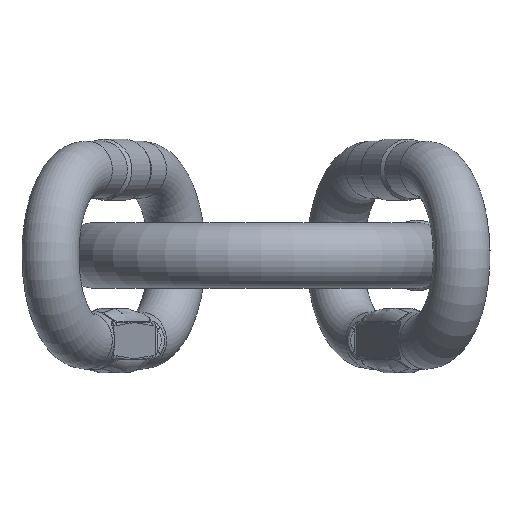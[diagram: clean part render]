
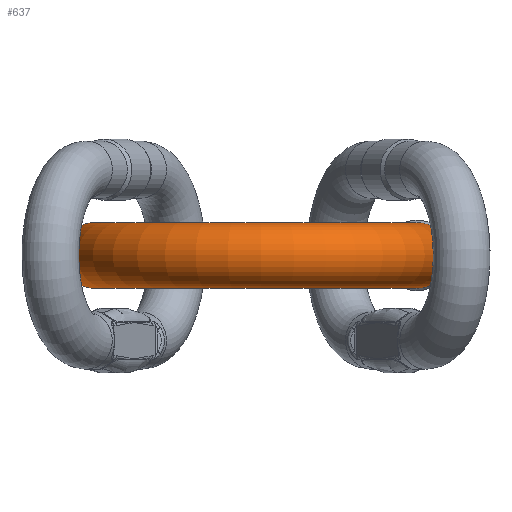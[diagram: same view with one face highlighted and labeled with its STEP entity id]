
A CAD part, front view. The second image highlights one B-rep face of the part: STEP entity #637.
In plain terms, the highlighted toroidal (fillet/blend) face has major radius 56.5 mm and minor radius 11.5 mm.
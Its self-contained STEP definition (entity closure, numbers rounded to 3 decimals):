
#533=TOROIDAL_SURFACE('',#5913,56.5,11.5);
#637=ADVANCED_FACE('',(#1706,#1707),#533,.T.);
#1123=CIRCLE('',#5904,11.5);
#1124=CIRCLE('',#5906,11.5);
#1706=FACE_BOUND('',#1802,.T.);
#1707=FACE_BOUND('',#1803,.T.);
#1802=EDGE_LOOP('',(#2300));
#1803=EDGE_LOOP('',(#2301));
#2300=ORIENTED_EDGE('',*,*,#4478,.F.);
#2301=ORIENTED_EDGE('',*,*,#4477,.T.);
#3949=VERTEX_POINT('',#7903);
#3950=VERTEX_POINT('',#7906);
#4477=EDGE_CURVE('',#3949,#3949,#1123,.T.);
#4478=EDGE_CURVE('',#3950,#3950,#1124,.T.);
#5904=AXIS2_PLACEMENT_3D('',#7902,#6325,#6326);
#5906=AXIS2_PLACEMENT_3D('',#7905,#6329,#6330);
#5913=AXIS2_PLACEMENT_3D('',#7916,#6343,#6344);
#6325=DIRECTION('',(0.,-1.,0.));
#6326=DIRECTION('',(1.,0.,0.));
#6329=DIRECTION('',(0.,1.,0.));
#6330=DIRECTION('',(-1.,0.,0.));
#6343=DIRECTION('',(0.,0.,-1.));
#6344=DIRECTION('',(-1.,0.,0.));
#7902=CARTESIAN_POINT('',(-56.5,-35.,0.));
#7903=CARTESIAN_POINT('',(-45.,-35.,0.));
#7905=CARTESIAN_POINT('',(56.5,-35.,0.));
#7906=CARTESIAN_POINT('',(45.,-35.,0.));
#7916=CARTESIAN_POINT('',(0.,-35.,0.));
